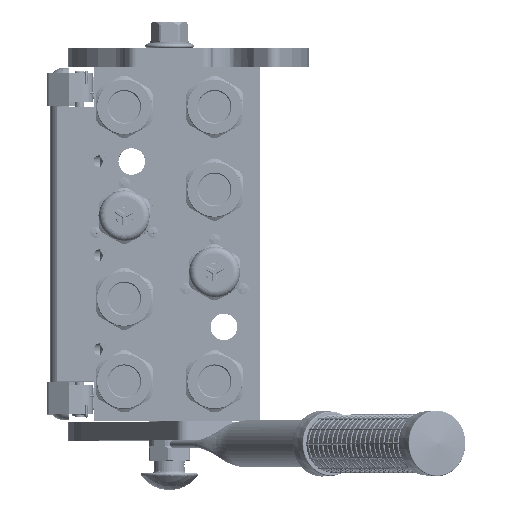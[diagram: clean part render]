
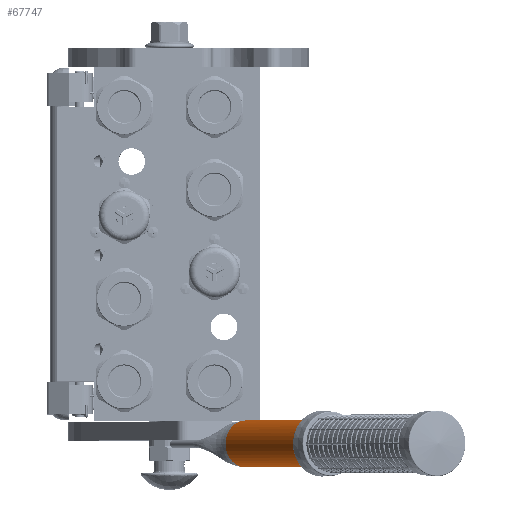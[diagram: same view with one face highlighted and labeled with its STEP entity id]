
A CAD part, top view. The second image highlights one B-rep face of the part: STEP entity #67747.
In plain terms, the highlighted cylindrical face has radius 12.5 mm (diameter 25 mm), a partial arc.
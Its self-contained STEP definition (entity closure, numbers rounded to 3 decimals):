
#1131 = CARTESIAN_POINT ( 'NONE',  ( 12.5, 0.24, 0. ) ) ;
#12493 = CIRCLE ( 'NONE', #147429, 12.5 ) ;
#15489 = VECTOR ( 'NONE', #23206, 1000. ) ;
#22869 = VERTEX_POINT ( 'NONE', #106746 ) ;
#23206 = DIRECTION ( 'NONE',  ( 0., 1., 0. ) ) ;
#24850 = CARTESIAN_POINT ( 'NONE',  ( 0., 198., 0. ) ) ;
#25088 = CARTESIAN_POINT ( 'NONE',  ( 12.5, 0.24, 0. ) ) ;
#25903 = DIRECTION ( 'NONE',  ( -0.994, 0., 0.109 ) ) ;
#26805 = CARTESIAN_POINT ( 'NONE',  ( 12.481, 0.178, 0.683 ) ) ;
#30653 = CARTESIAN_POINT ( 'NONE',  ( 12.5, 198., 0. ) ) ;
#31462 = CARTESIAN_POINT ( 'NONE',  ( -12.468, 0.136, 0.889 ) ) ;
#34981 = EDGE_LOOP ( 'NONE', ( #130139, #58678, #214908, #177356, #200084, #244932, #149757 ) ) ;
#38921 = AXIS2_PLACEMENT_3D ( 'NONE', #48756, #88898, #50489 ) ;
#48756 = CARTESIAN_POINT ( 'NONE',  ( 0., 0., 0. ) ) ;
#49840 = CARTESIAN_POINT ( 'NONE',  ( -12.478, 0.167, 0.748 ) ) ;
#50489 = DIRECTION ( 'NONE',  ( 1., 0., 0. ) ) ;
#58678 = ORIENTED_EDGE ( 'NONE', *, *, #68116, .F. ) ;
#62410 = CYLINDRICAL_SURFACE ( 'NONE', #38921, 12.5 ) ;
#64250 = VERTEX_POINT ( 'NONE', #1131 ) ;
#64325 = CARTESIAN_POINT ( 'NONE',  ( -12.5, 0.24, 0. ) ) ;
#67069 = CARTESIAN_POINT ( 'NONE',  ( 12.486, 0.195, 0.586 ) ) ;
#67747 = ADVANCED_FACE ( 'NONE', ( #140385 ), #62410, .T. ) ;
#68116 = EDGE_CURVE ( 'NONE', #209604, #147319, #12493, .T. ) ;
#71673 = CARTESIAN_POINT ( 'NONE',  ( -12.494, 0.221, 0.449 ) ) ;
#72535 = CARTESIAN_POINT ( 'NONE',  ( -12.441, 0.049, 1.219 ) ) ;
#77294 = DIRECTION ( 'NONE',  ( 0., 1., 0. ) ) ;
#79882 = VECTOR ( 'NONE', #77294, 1000. ) ;
#83915 = CIRCLE ( 'NONE', #181814, 12.5 ) ;
#87103 = CARTESIAN_POINT ( 'NONE',  ( 12.481, 0.178, 0.688 ) ) ;
#88898 = DIRECTION ( 'NONE',  ( 0., -1., 0. ) ) ;
#92778 = B_SPLINE_CURVE_WITH_KNOTS ( 'NONE', 3,
 ( #25088, #145489, #184854, #206657, #144608, #186571, #67069, #224952, #245070, #108010, #26805, #87103, #247649, #128016, #183997 ),
 .UNSPECIFIED., .F., .F.,
 ( 4, 2, 2, 1, 1, 1, 2, 2, 4 ),
 ( 0., 0.25, 0.375, 0.437, 0.469, 0.484, 0.492, 0.5, 1. ),
 .UNSPECIFIED. ) ;
#100845 = VERTEX_POINT ( 'NONE', #173995 ) ;
#102605 = DIRECTION ( 'NONE',  ( 0., 1., 0. ) ) ;
#106746 = CARTESIAN_POINT ( 'NONE',  ( 0., 0., 12.5 ) ) ;
#108010 = CARTESIAN_POINT ( 'NONE',  ( 12.482, 0.18, 0.676 ) ) ;
#108671 = CARTESIAN_POINT ( 'NONE',  ( 0., 0., 0. ) ) ;
#109166 = CARTESIAN_POINT ( 'NONE',  ( -12.5, 0.24, 0.216 ) ) ;
#109595 = EDGE_CURVE ( 'NONE', #22869, #244523, #124169, .T. ) ;
#114086 = AXIS2_PLACEMENT_3D ( 'NONE', #108671, #129531, #151402 ) ;
#118609 = CARTESIAN_POINT ( 'NONE',  ( -12.5, 198., 0. ) ) ;
#121755 = DIRECTION ( 'NONE',  ( -1., 0., 0. ) ) ;
#124169 = CIRCLE ( 'NONE', #114086, 12.5 ) ;
#125409 = DIRECTION ( 'NONE',  ( 0., 1., 0. ) ) ;
#128016 = CARTESIAN_POINT ( 'NONE',  ( 12.456, 0.096, 1.087 ) ) ;
#129510 = EDGE_CURVE ( 'NONE', #100845, #22869, #83915, .T. ) ;
#129531 = DIRECTION ( 'NONE',  ( 0., 1., 0. ) ) ;
#130139 = ORIENTED_EDGE ( 'NONE', *, *, #164963, .T. ) ;
#137903 = B_SPLINE_CURVE_WITH_KNOTS ( 'NONE', 3,
 ( #248836, #72535, #189487, #232155, #188601, #249691, #169405, #251388, #31462, #171994, #148410, #49840, #211277, #71673, #109166, #168546 ),
 .UNSPECIFIED., .F., .F.,
 ( 4, 2, 1, 2, 2, 1, 2, 2, 4 ),
 ( 0., 0.25, 0.312, 0.328, 0.344, 0.375, 0.437, 0.5, 1. ),
 .UNSPECIFIED. ) ;
#140385 = FACE_OUTER_BOUND ( 'NONE', #34981, .T. ) ;
#144608 = CARTESIAN_POINT ( 'NONE',  ( 12.492, 0.214, 0.452 ) ) ;
#145489 = CARTESIAN_POINT ( 'NONE',  ( 12.5, 0.24, 0.108 ) ) ;
#147319 = VERTEX_POINT ( 'NONE', #30653 ) ;
#147429 = AXIS2_PLACEMENT_3D ( 'NONE', #24850, #102605, #121755 ) ;
#148410 = CARTESIAN_POINT ( 'NONE',  ( -12.474, 0.155, 0.804 ) ) ;
#149674 = LINE ( 'NONE', #64325, #15489 ) ;
#149757 = ORIENTED_EDGE ( 'NONE', *, *, #205859, .F. ) ;
#151402 = DIRECTION ( 'NONE',  ( -0.994, 0., 0.109 ) ) ;
#157503 = CARTESIAN_POINT ( 'NONE',  ( 12.5, 0.24, 0. ) ) ;
#164242 = LINE ( 'NONE', #157503, #79882 ) ;
#164963 = EDGE_CURVE ( 'NONE', #64250, #147319, #164242, .T. ) ;
#168546 = CARTESIAN_POINT ( 'NONE',  ( -12.5, 0.24, 0. ) ) ;
#169405 = CARTESIAN_POINT ( 'NONE',  ( -12.466, 0.13, 0.917 ) ) ;
#171994 = CARTESIAN_POINT ( 'NONE',  ( -12.471, 0.146, 0.847 ) ) ;
#173995 = CARTESIAN_POINT ( 'NONE',  ( -12.426, 0., 1.36 ) ) ;
#177356 = ORIENTED_EDGE ( 'NONE', *, *, #214703, .F. ) ;
#181814 = AXIS2_PLACEMENT_3D ( 'NONE', #224928, #125409, #25903 ) ;
#183997 = CARTESIAN_POINT ( 'NONE',  ( 12.426, 0., 1.36 ) ) ;
#184854 = CARTESIAN_POINT ( 'NONE',  ( 12.499, 0.235, 0.221 ) ) ;
#186571 = CARTESIAN_POINT ( 'NONE',  ( 12.488, 0.202, 0.541 ) ) ;
#188601 = CARTESIAN_POINT ( 'NONE',  ( -12.464, 0.121, 0.953 ) ) ;
#189487 = CARTESIAN_POINT ( 'NONE',  ( -12.452, 0.083, 1.1 ) ) ;
#200084 = ORIENTED_EDGE ( 'NONE', *, *, #129510, .T. ) ;
#205859 = EDGE_CURVE ( 'NONE', #64250, #244523, #92778, .T. ) ;
#206657 = CARTESIAN_POINT ( 'NONE',  ( 12.494, 0.22, 0.394 ) ) ;
#209604 = VERTEX_POINT ( 'NONE', #118609 ) ;
#211277 = CARTESIAN_POINT ( 'NONE',  ( -12.479, 0.172, 0.721 ) ) ;
#214703 = EDGE_CURVE ( 'NONE', #100845, #227328, #137903, .T. ) ;
#214908 = ORIENTED_EDGE ( 'NONE', *, *, #234416, .F. ) ;
#224928 = CARTESIAN_POINT ( 'NONE',  ( 0., 0., 0. ) ) ;
#224952 = CARTESIAN_POINT ( 'NONE',  ( 12.484, 0.186, 0.638 ) ) ;
#227328 = VERTEX_POINT ( 'NONE', #247664 ) ;
#232155 = CARTESIAN_POINT ( 'NONE',  ( -12.461, 0.114, 0.981 ) ) ;
#234416 = EDGE_CURVE ( 'NONE', #227328, #209604, #149674, .T. ) ;
#236689 = CARTESIAN_POINT ( 'NONE',  ( 12.426, 0., 1.36 ) ) ;
#244523 = VERTEX_POINT ( 'NONE', #236689 ) ;
#244932 = ORIENTED_EDGE ( 'NONE', *, *, #109595, .T. ) ;
#245070 = CARTESIAN_POINT ( 'NONE',  ( 12.482, 0.182, 0.665 ) ) ;
#247649 = CARTESIAN_POINT ( 'NONE',  ( 12.472, 0.146, 0.859 ) ) ;
#247664 = CARTESIAN_POINT ( 'NONE',  ( -12.5, 0.24, 0. ) ) ;
#248836 = CARTESIAN_POINT ( 'NONE',  ( -12.426, 0., 1.36 ) ) ;
#249691 = CARTESIAN_POINT ( 'NONE',  ( -12.466, 0.127, 0.927 ) ) ;
#251388 = CARTESIAN_POINT ( 'NONE',  ( -12.467, 0.131, 0.91 ) ) ;
